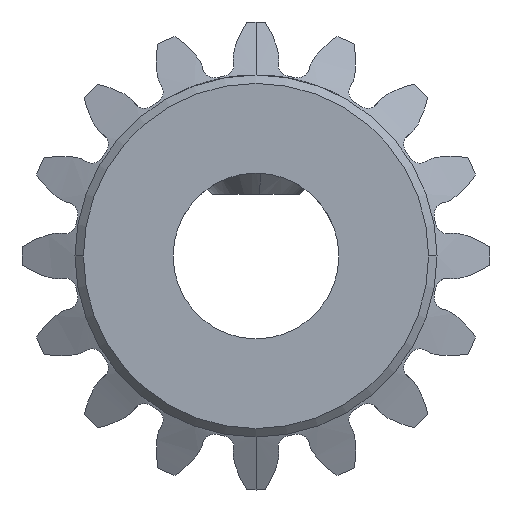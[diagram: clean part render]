
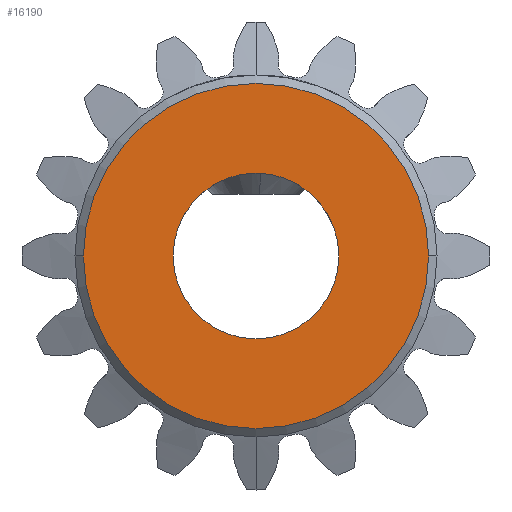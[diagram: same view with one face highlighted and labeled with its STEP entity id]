
A CAD part, front view. The second image highlights one B-rep face of the part: STEP entity #16190.
In plain terms, the highlighted planar face has unit normal (0, -1, 0).
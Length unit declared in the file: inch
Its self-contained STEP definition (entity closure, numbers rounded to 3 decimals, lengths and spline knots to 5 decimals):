
#340 = EDGE_LOOP ( 'NONE', ( #4873, #2012 ) ) ;
#695 = VERTEX_POINT ( 'NONE', #2999 ) ;
#787 = CARTESIAN_POINT ( 'NONE',  ( -0.215, -0.25372, -0.27863 ) ) ;
#1373 = CIRCLE ( 'NONE', #1631, 0.205 ) ;
#1576 = EDGE_CURVE ( 'NONE', #7059, #6150, #12266, .T. ) ;
#1631 = AXIS2_PLACEMENT_3D ( 'NONE', #12373, #16542, #18020 ) ;
#1960 = DIRECTION ( 'NONE',  ( -1., 0., 0. ) ) ;
#2012 = ORIENTED_EDGE ( 'NONE', *, *, #1576, .T. ) ;
#2169 = CARTESIAN_POINT ( 'NONE',  ( 0., -0.25372, 0. ) ) ;
#2176 = CARTESIAN_POINT ( 'NONE',  ( 0., -0.25372, 0. ) ) ;
#2477 = EDGE_CURVE ( 'NONE', #695, #13350, #11826, .T. ) ;
#2780 = CARTESIAN_POINT ( 'NONE',  ( 0., -0.25372, 0. ) ) ;
#2999 = CARTESIAN_POINT ( 'NONE',  ( 0.205, -0.25372, 0. ) ) ;
#3693 = DIRECTION ( 'NONE',  ( 0., 0., 1. ) ) ;
#3943 = EDGE_CURVE ( 'NONE', #13350, #695, #1373, .T. ) ;
#4593 = ORIENTED_EDGE ( 'NONE', *, *, #3943, .T. ) ;
#4819 = DIRECTION ( 'NONE',  ( 0., 1., 0. ) ) ;
#4843 = EDGE_LOOP ( 'NONE', ( #4593, #10957 ) ) ;
#4873 = ORIENTED_EDGE ( 'NONE', *, *, #12285, .T. ) ;
#4950 = AXIS2_PLACEMENT_3D ( 'NONE', #787, #4819, #1960 ) ;
#5593 = DIRECTION ( 'NONE',  ( 0., 0., 1. ) ) ;
#5889 = FACE_BOUND ( 'NONE', #340, .T. ) ;
#6150 = VERTEX_POINT ( 'NONE', #9188 ) ;
#7059 = VERTEX_POINT ( 'NONE', #8867 ) ;
#7068 = CARTESIAN_POINT ( 'NONE',  ( -0.205, -0.25372, 0. ) ) ;
#7519 = DIRECTION ( 'NONE',  ( 0., -1., 0. ) ) ;
#7876 = AXIS2_PLACEMENT_3D ( 'NONE', #2780, #13951, #5593 ) ;
#8867 = CARTESIAN_POINT ( 'NONE',  ( 0., -0.25372, -0.09843 ) ) ;
#9167 = FACE_OUTER_BOUND ( 'NONE', #4843, .T. ) ;
#9188 = CARTESIAN_POINT ( 'NONE',  ( 0., -0.25372, 0.09843 ) ) ;
#10121 = AXIS2_PLACEMENT_3D ( 'NONE', #2176, #11938, #3693 ) ;
#10488 = DIRECTION ( 'NONE',  ( -1., 0., 0. ) ) ;
#10918 = AXIS2_PLACEMENT_3D ( 'NONE', #2169, #7519, #10488 ) ;
#10957 = ORIENTED_EDGE ( 'NONE', *, *, #2477, .T. ) ;
#11826 = CIRCLE ( 'NONE', #10918, 0.205 ) ;
#11938 = DIRECTION ( 'NONE',  ( 0., 1., 0. ) ) ;
#12266 = CIRCLE ( 'NONE', #7876, 0.09843 ) ;
#12285 = EDGE_CURVE ( 'NONE', #6150, #7059, #14813, .T. ) ;
#12373 = CARTESIAN_POINT ( 'NONE',  ( 0., -0.25372, 0. ) ) ;
#13350 = VERTEX_POINT ( 'NONE', #7068 ) ;
#13951 = DIRECTION ( 'NONE',  ( 0., 1., 0. ) ) ;
#14576 = PLANE ( 'NONE',  #4950 ) ;
#14813 = CIRCLE ( 'NONE', #10121, 0.09843 ) ;
#16190 = ADVANCED_FACE ( 'NONE', ( #9167, #5889 ), #14576, .F. ) ;
#16542 = DIRECTION ( 'NONE',  ( 0., -1., 0. ) ) ;
#18020 = DIRECTION ( 'NONE',  ( -1., 0., 0. ) ) ;
